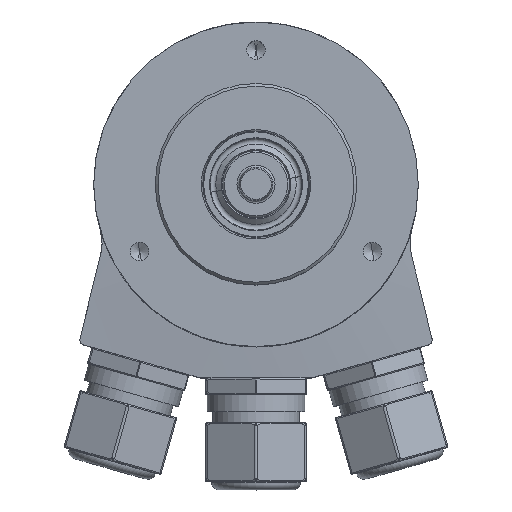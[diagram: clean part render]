
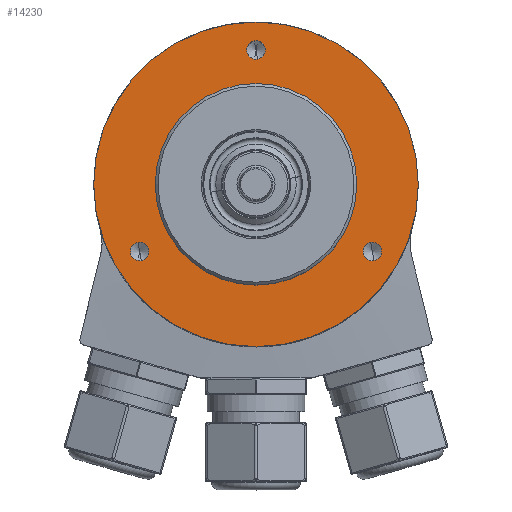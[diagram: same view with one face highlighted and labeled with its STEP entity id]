
A CAD part, top view. The second image highlights one B-rep face of the part: STEP entity #14230.
In plain terms, the highlighted planar face has unit normal (0, 0, 1).
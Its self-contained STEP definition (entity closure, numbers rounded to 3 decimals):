
#2153=CARTESIAN_POINT('',(0.,0.,20.5));
#2154=DIRECTION('',(0.,0.,1.));
#2155=DIRECTION('',(0.985,0.174,0.));
#2156=AXIS2_PLACEMENT_3D('',#2153,#2154,#2155);
#2189=CARTESIAN_POINT('',(0.,0.,20.5));
#2190=DIRECTION('',(0.,0.,1.));
#2191=DIRECTION('',(-0.985,-0.174,0.));
#2192=AXIS2_PLACEMENT_3D('',#2189,#2190,#2191);
#2194=CARTESIAN_POINT('',(0.,0.,20.5));
#2195=DIRECTION('',(0.,0.,-1.));
#2196=DIRECTION('',(-0.985,-0.174,0.));
#2197=AXIS2_PLACEMENT_3D('',#2194,#2195,#2196);
#2199=CARTESIAN_POINT('',(0.,24.,20.5));
#2200=DIRECTION('',(0.,0.,1.));
#2201=DIRECTION('',(0.174,-0.985,0.));
#2202=AXIS2_PLACEMENT_3D('',#2199,#2200,#2201);
#2204=CARTESIAN_POINT('',(0.,24.,20.5));
#2205=DIRECTION('',(0.,0.,1.));
#2206=DIRECTION('',(-0.174,0.985,0.));
#2207=AXIS2_PLACEMENT_3D('',#2204,#2205,#2206);
#2209=CARTESIAN_POINT('',(20.785,-12.,20.5));
#2210=DIRECTION('',(0.,0.,1.));
#2211=DIRECTION('',(0.174,-0.985,0.));
#2212=AXIS2_PLACEMENT_3D('',#2209,#2210,#2211);
#2214=CARTESIAN_POINT('',(20.785,-12.,20.5));
#2215=DIRECTION('',(0.,0.,1.));
#2216=DIRECTION('',(-0.174,0.985,0.));
#2217=AXIS2_PLACEMENT_3D('',#2214,#2215,#2216);
#2219=CARTESIAN_POINT('',(-20.785,-12.,20.5));
#2220=DIRECTION('',(0.,0.,1.));
#2221=DIRECTION('',(0.174,-0.985,0.));
#2222=AXIS2_PLACEMENT_3D('',#2219,#2220,#2221);
#2224=CARTESIAN_POINT('',(-20.785,-12.,20.5));
#2225=DIRECTION('',(0.,0.,1.));
#2226=DIRECTION('',(-0.174,0.985,0.));
#2227=AXIS2_PLACEMENT_3D('',#2224,#2225,#2226);
#2229=CARTESIAN_POINT('',(0.,0.,20.5));
#2230=DIRECTION('',(0.,0.,1.));
#2231=DIRECTION('',(-0.985,-0.174,0.));
#2232=AXIS2_PLACEMENT_3D('',#2229,#2230,#2231);
#9180=CARTESIAN_POINT('',(-17.727,-3.126,20.5));
#9181=CARTESIAN_POINT('',(17.727,3.126,20.5));
#9182=VERTEX_POINT('',#9180);
#9183=VERTEX_POINT('',#9181);
#9184=CARTESIAN_POINT('',(-28.559,-5.036,20.5));
#9185=CARTESIAN_POINT('',(28.559,5.036,20.5));
#9186=VERTEX_POINT('',#9184);
#9187=VERTEX_POINT('',#9185);
#9194=CARTESIAN_POINT('',(0.287,22.375,20.5));
#9195=VERTEX_POINT('',#9194);
#9196=CARTESIAN_POINT('',(-0.287,25.625,20.5));
#9197=VERTEX_POINT('',#9196);
#9204=CARTESIAN_POINT('',(21.071,-13.625,20.5));
#9205=VERTEX_POINT('',#9204);
#9206=CARTESIAN_POINT('',(20.498,-10.375,20.5));
#9207=VERTEX_POINT('',#9206);
#9214=CARTESIAN_POINT('',(-20.498,-13.625,20.5));
#9215=VERTEX_POINT('',#9214);
#9216=CARTESIAN_POINT('',(-21.071,-10.375,20.5));
#9217=VERTEX_POINT('',#9216);
#14196=CARTESIAN_POINT('',(0.,0.,20.5));
#14197=DIRECTION('',(0.,0.,1.));
#14198=DIRECTION('',(-0.985,-0.174,0.));
#14199=AXIS2_PLACEMENT_3D('',#14196,#14197,#14198);
#14200=PLANE('',#14199);
#14202=ORIENTED_EDGE('',*,*,#14201,.F.);
#14203=ORIENTED_EDGE('',*,*,#14181,.F.);
#14204=EDGE_LOOP('',(#14202,#14203));
#14205=FACE_OUTER_BOUND('',#14204,.F.);
#14207=ORIENTED_EDGE('',*,*,#14206,.T.);
#14209=ORIENTED_EDGE('',*,*,#14208,.F.);
#14210=EDGE_LOOP('',(#14207,#14209));
#14211=FACE_BOUND('',#14210,.F.);
#14213=ORIENTED_EDGE('',*,*,#14212,.T.);
#14215=ORIENTED_EDGE('',*,*,#14214,.T.);
#14216=EDGE_LOOP('',(#14213,#14215));
#14217=FACE_BOUND('',#14216,.F.);
#14219=ORIENTED_EDGE('',*,*,#14218,.T.);
#14221=ORIENTED_EDGE('',*,*,#14220,.T.);
#14222=EDGE_LOOP('',(#14219,#14221));
#14223=FACE_BOUND('',#14222,.F.);
#14225=ORIENTED_EDGE('',*,*,#14224,.T.);
#14227=ORIENTED_EDGE('',*,*,#14226,.T.);
#14228=EDGE_LOOP('',(#14225,#14227));
#14229=FACE_BOUND('',#14228,.F.);
#2157=CIRCLE('',#2156,29.);
#2193=CIRCLE('',#2192,18.);
#2198=CIRCLE('',#2197,18.);
#2203=CIRCLE('',#2202,1.65);
#2208=CIRCLE('',#2207,1.65);
#2213=CIRCLE('',#2212,1.65);
#2218=CIRCLE('',#2217,1.65);
#2223=CIRCLE('',#2222,1.65);
#2228=CIRCLE('',#2227,1.65);
#2233=CIRCLE('',#2232,29.);
#14181=EDGE_CURVE('',#9187,#9186,#2157,.T.);
#14201=EDGE_CURVE('',#9186,#9187,#2233,.T.);
#14206=EDGE_CURVE('',#9182,#9183,#2193,.T.);
#14208=EDGE_CURVE('',#9182,#9183,#2198,.T.);
#14212=EDGE_CURVE('',#9195,#9197,#2203,.T.);
#14214=EDGE_CURVE('',#9197,#9195,#2208,.T.);
#14218=EDGE_CURVE('',#9205,#9207,#2213,.T.);
#14220=EDGE_CURVE('',#9207,#9205,#2218,.T.);
#14224=EDGE_CURVE('',#9215,#9217,#2223,.T.);
#14226=EDGE_CURVE('',#9217,#9215,#2228,.T.);
#14230=ADVANCED_FACE('',(#14205,#14211,#14217,#14223,#14229),#14200,.T.);
